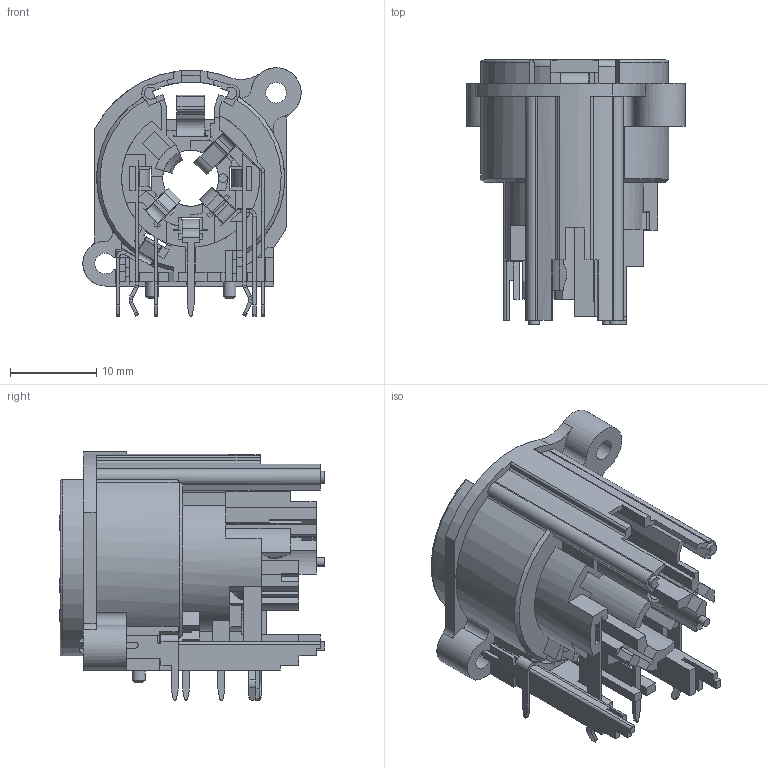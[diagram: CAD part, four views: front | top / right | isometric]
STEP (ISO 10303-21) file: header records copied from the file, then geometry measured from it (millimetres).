
FILE_DESCRIPTION((''),'2;1');
FILE_NAME('ACJC6AHL.stp','2013-09-16T10:21:53',('thien'),(''),'Autodesk Inventor 2012','Autodesk Inventor 2012','');
FILE_SCHEMA(('AUTOMOTIVE_DESIGN { 1 0 10303 214 1 1 1 1 }'));
Length unit declared in the file: millimetre
Products named in the file (1): Part4
Bounding box: 25.3 x 30.79 x 28.8 mm (x, y, z)
Volume: 4799.5 mm3; surface area: 8997.8 mm2
Topology: 1 solids, 1 shells, 1015 faces, 2808 edges, 1781 vertices
Faces by surface type: plane 768, cylinder 152, bspline 69, cone 21, torus 5
Full cylindrical faces by diameter (mm): 1 x1, 1.5 x2, 2.4 x1, 6.5 x1
Entity records: 33363 total; most frequent: CARTESIAN_POINT 6816, ORIENTED_EDGE 5596, DIRECTION 4963, EDGE_CURVE 2798, VECTOR 2207, LINE 2207, VERTEX_POINT 1779, AXIS2_PLACEMENT_3D 1378
